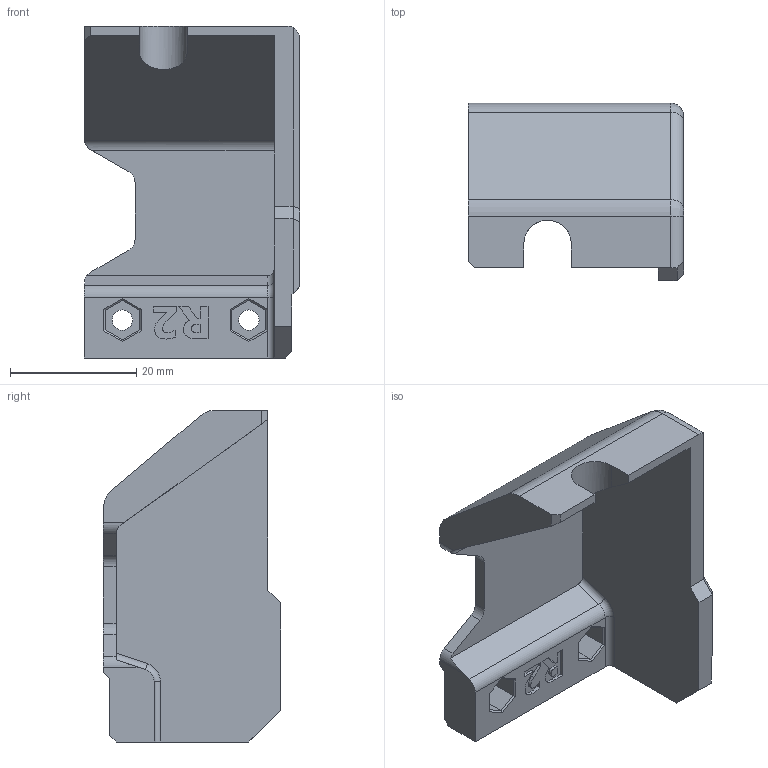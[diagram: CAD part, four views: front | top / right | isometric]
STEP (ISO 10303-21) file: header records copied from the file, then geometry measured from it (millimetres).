
FILE_DESCRIPTION(/* description */ (''),/* implementation_level */ '2;1');
FILE_NAME(/* name */ 'cable-cover-cap-l-left_R.stp',/* time_stamp */ '2024-01-18T10:53:25+01:00',/* author */ ('Mikuláček'),/* organization */ (''),/* preprocessor_version */ 'ST-DEVELOPER v19.2',/* originating_system */ 'Autodesk Inventor 2023',/* authorisation */ '');
FILE_SCHEMA (('AUTOMOTIVE_DESIGN { 1 0 10303 214 3 1 1 }'));
Length unit declared in the file: millimetre
Products named in the file (1): cable-cover-cap-l-left
Bounding box: 34 x 28 x 52.5 mm (x, y, z)
Volume: 12752.1 mm3; surface area: 7270.3 mm2
Topology: 1 solids, 1 shells, 123 faces, 322 edges, 207 vertices
Faces by surface type: plane 88, bspline 18, cylinder 16, torus 1
Full cylindrical faces by diameter (mm): 3.2 x2
Entity records: 3874 total; most frequent: CARTESIAN_POINT 888, ORIENTED_EDGE 644, DIRECTION 539, EDGE_CURVE 322, LINE 251, VECTOR 251, VERTEX_POINT 207, AXIS2_PLACEMENT_3D 144
